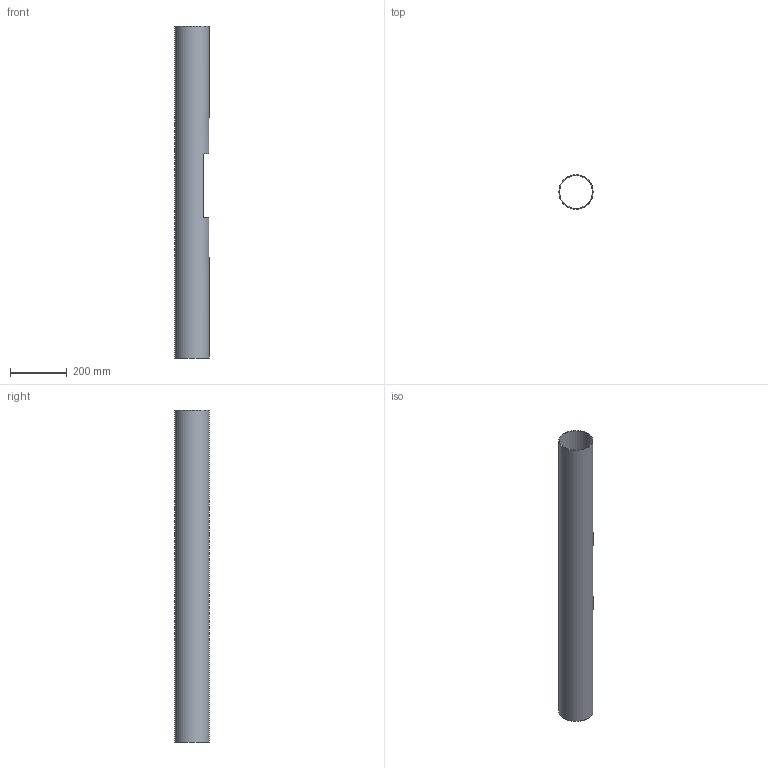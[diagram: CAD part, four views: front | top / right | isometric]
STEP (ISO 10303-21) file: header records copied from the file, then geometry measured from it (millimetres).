
FILE_DESCRIPTION(/* description */ ('','CAx-IF Rec.Pracs.---Representation and Presentation of Product Manufacturing Information (PMI)---4.0---2014-10-13'),/* implementation_level */ '2;1');
FILE_NAME(/* name */ '672b121b-c136-419d-b68a-252370d7baa3.stp',/* time_stamp */ '2024-10-25T17:09:42Z',/* author */ (''),/* organization */ (''),/* preprocessor_version */ 'ST-DEVELOPER v20',/* originating_system */ 'Autodesk Translation Framework v13.20.0.188',/* authorisation */ '');
FILE_SCHEMA (('AP242_MANAGED_MODEL_BASED_3D_ENGINEERING_MIM_LF { 1 0 10303 442 1 1 4 }'));
Length unit declared in the file: millimetre
Products named in the file (1): Tube_fusex
Bounding box: 120 x 120 x 1169 mm (x, y, z)
Volume: 618341 mm3; surface area: 826891.4 mm2
Topology: 1 solids, 1 shells, 12 faces, 30 edges, 20 vertices
Faces by surface type: plane 6, cylinder 6
Full cylindrical faces by diameter (mm): 117 x1, 120 x1
Entity records: 493 total; most frequent: CARTESIAN_POINT 169, ORIENTED_EDGE 60, DIRECTION 56, EDGE_CURVE 30, AXIS2_PLACEMENT_3D 21, VERTEX_POINT 20, EDGE_LOOP 16, LINE 14
